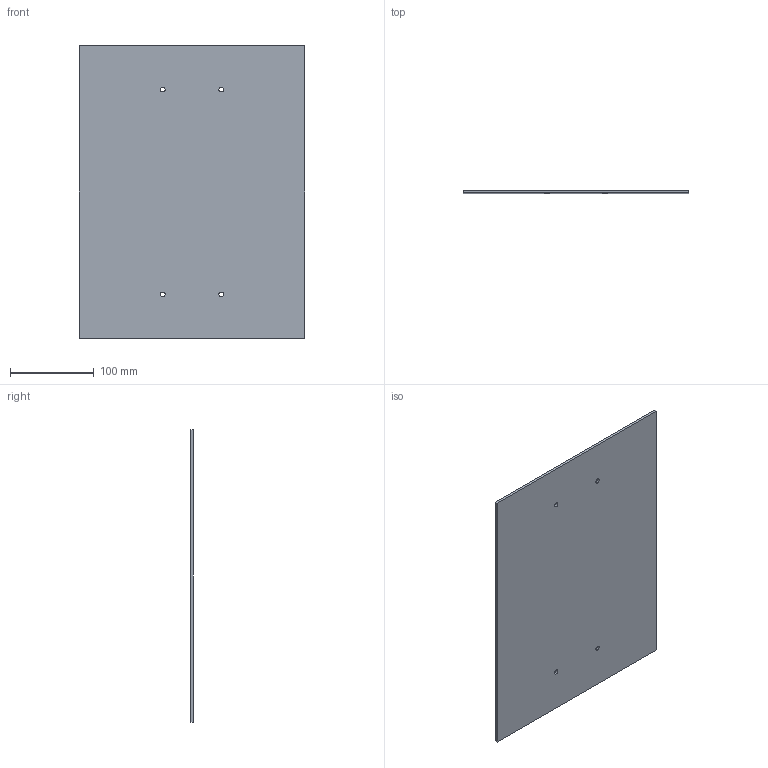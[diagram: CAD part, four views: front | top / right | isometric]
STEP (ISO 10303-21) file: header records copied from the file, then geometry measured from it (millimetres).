
FILE_DESCRIPTION(('CATIA V5 STEP Exchange'),'2;1');
FILE_NAME('1SDH001252R0021_1PA_001_00_E1.2_III_F_WALL_FIXING_F_EF_FcCuAl_ES.stp','2014-03-06T08:10:05+00:00',('none'),('none'),'CATIA Version 5 Release 20 SP 5 (IN-10)','CATIA V5 STEP AP214','none');
FILE_SCHEMA(('AUTOMOTIVE_DESIGN { 1 0 10303 214 1 1 1 1 }'));
Length unit declared in the file: millimetre
Products named in the file (1): 1SDH001252R0021_1PA_001_00_E1.2_III_F_WALL_FIXING_F_EF_FcCuAl_ES
Bounding box: 270 x 3 x 350 mm (x, y, z)
Volume: 283214.9 mm3; surface area: 192737.3 mm2
Topology: 1 solids, 1 shells, 14 faces, 36 edges, 24 vertices
Faces by surface type: cylinder 8, plane 6
Entity records: 438 total; most frequent: ORIENTED_EDGE 72, CARTESIAN_POINT 71, DIRECTION 56, EDGE_CURVE 36, AXIS2_PLACEMENT_3D 27, VERTEX_POINT 24, EDGE_LOOP 22, VECTOR 20
